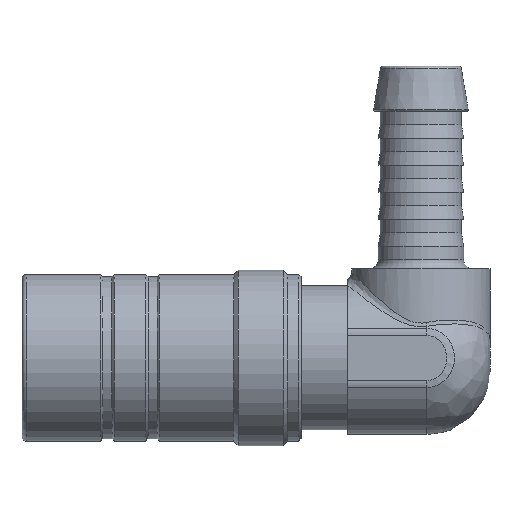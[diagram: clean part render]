
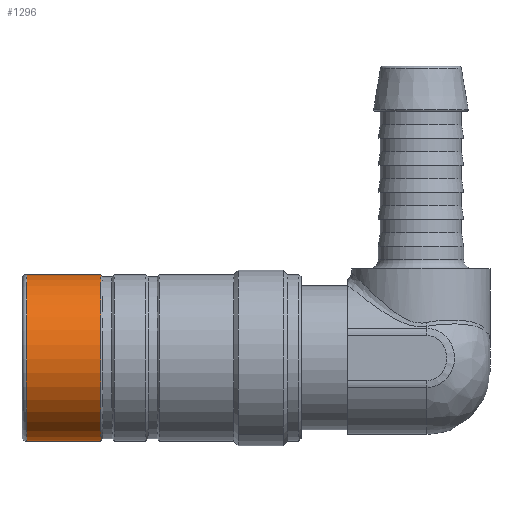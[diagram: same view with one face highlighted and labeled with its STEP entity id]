
A CAD part, front view. The second image highlights one B-rep face of the part: STEP entity #1296.
In plain terms, the highlighted cylindrical face has radius 9.25 mm (diameter 18.5 mm), a full revolution.
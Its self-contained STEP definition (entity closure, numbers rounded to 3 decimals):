
#143=FACE_OUTER_BOUND('',#236,.T.);
#236=EDGE_LOOP('',(#1055,#1056,#1057,#1058,#1059));
#327=CIRCLE('',#1463,9.25);
#328=CIRCLE('',#1464,9.25);
#330=CIRCLE('',#1467,9.25);
#414=LINE('',#2700,#474);
#474=VECTOR('',#1823,9.25);
#580=VERTEX_POINT('',#2692);
#581=VERTEX_POINT('',#2693);
#582=VERTEX_POINT('',#2698);
#738=EDGE_CURVE('',#580,#581,#327,.T.);
#739=EDGE_CURVE('',#581,#580,#328,.T.);
#741=EDGE_CURVE('',#582,#582,#330,.T.);
#742=EDGE_CURVE('',#582,#580,#414,.T.);
#1055=ORIENTED_EDGE('',*,*,#741,.F.);
#1056=ORIENTED_EDGE('',*,*,#742,.T.);
#1057=ORIENTED_EDGE('',*,*,#738,.T.);
#1058=ORIENTED_EDGE('',*,*,#739,.T.);
#1059=ORIENTED_EDGE('',*,*,#742,.F.);
#1144=CYLINDRICAL_SURFACE('',#1466,9.25);
#1296=ADVANCED_FACE('',(#143),#1144,.T.);
#1463=AXIS2_PLACEMENT_3D('',#2694,#1813,#1814);
#1464=AXIS2_PLACEMENT_3D('',#2695,#1815,#1816);
#1466=AXIS2_PLACEMENT_3D('',#2697,#1819,#1820);
#1467=AXIS2_PLACEMENT_3D('',#2699,#1821,#1822);
#1813=DIRECTION('center_axis',(1.,0.,0.));
#1814=DIRECTION('ref_axis',(0.,0.872,-0.489));
#1815=DIRECTION('center_axis',(1.,0.,0.));
#1816=DIRECTION('ref_axis',(0.,0.872,-0.489));
#1819=DIRECTION('center_axis',(1.,0.,0.));
#1820=DIRECTION('ref_axis',(0.,0.489,0.872));
#1821=DIRECTION('center_axis',(1.,0.,0.));
#1822=DIRECTION('ref_axis',(0.,0.872,-0.489));
#1823=DIRECTION('',(-1.,0.,0.));
#2692=CARTESIAN_POINT('',(0.5,-4.523,-8.069));
#2693=CARTESIAN_POINT('',(0.5,-8.069,4.523));
#2694=CARTESIAN_POINT('Origin',(0.5,0.,
0.));
#2695=CARTESIAN_POINT('Origin',(0.5,0.,
0.));
#2697=CARTESIAN_POINT('Origin',(4.625,0.,
0.));
#2698=CARTESIAN_POINT('',(8.75,-4.523,-8.069));
#2699=CARTESIAN_POINT('Origin',(8.75,0.,
0.));
#2700=CARTESIAN_POINT('',(4.625,-4.523,-8.069));
